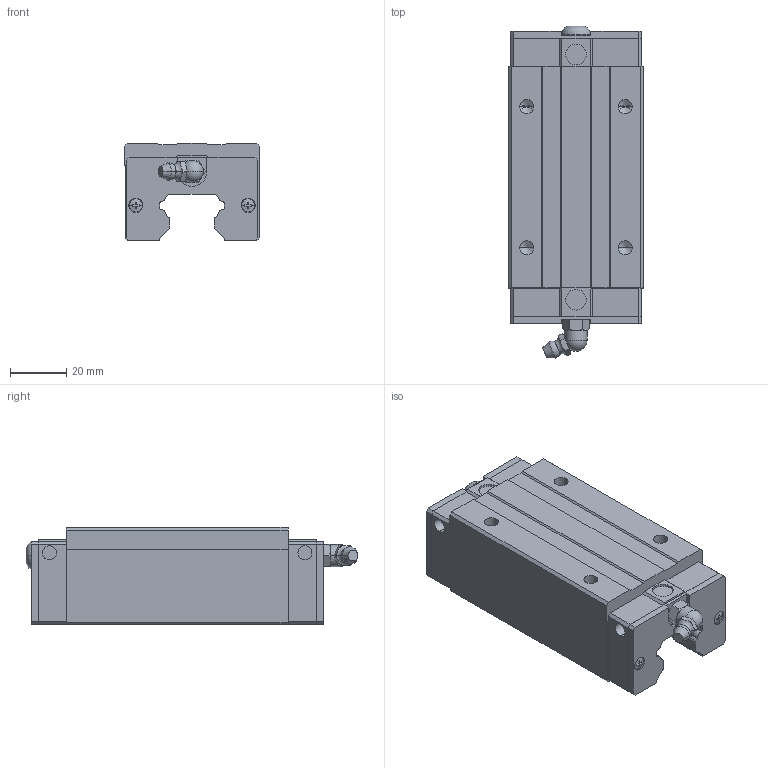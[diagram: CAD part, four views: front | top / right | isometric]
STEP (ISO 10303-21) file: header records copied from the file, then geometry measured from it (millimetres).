
FILE_DESCRIPTION(('STEP AP214'),'1');
FILE_NAME('cctmp_89D91F9D-E826-4138-AE74-28251522E7EB_2020_5_26_14_39_17_276..stp','2020-05-26T12:39:17',('HIWIN GmbH'),('CADClick - www.CADClick.com'),'Spatial InterOp 3D',' ','unknown authorization');
FILE_SCHEMA(('AUTOMOTIVE_DESIGN'));
Length unit declared in the file: millimetre
Products named in the file (1): QHH25HAZ0H_FILE
Bounding box: 48 x 117.71 x 34.5 mm (x, y, z)
Volume: 128998.8 mm3; surface area: 24916.5 mm2
Topology: 1 solids, 5 shells, 349 faces, 918 edges, 590 vertices
Faces by surface type: plane 205, cylinder 78, cone 46, torus 18, sphere 2
Entity records: 13672 total; most frequent: CARTESIAN_POINT 2384, ORIENTED_EDGE 1816, DIRECTION 1726, EDGE_CURVE 908, VERTEX_POINT 590, AXIS2_PLACEMENT_3D 584, LINE 558, VECTOR 558
